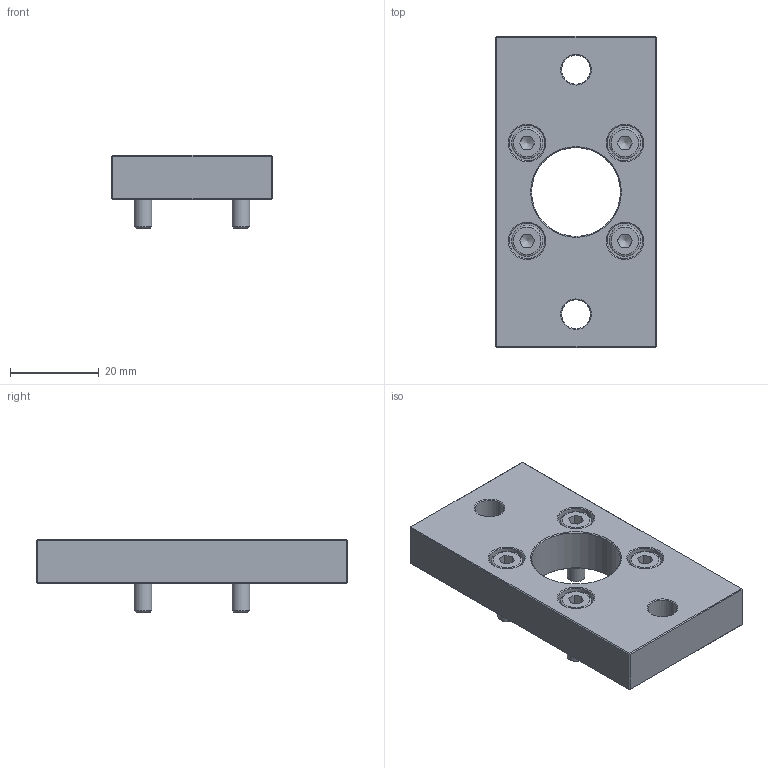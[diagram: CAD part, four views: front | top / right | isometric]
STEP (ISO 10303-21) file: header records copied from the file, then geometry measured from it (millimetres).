
FILE_DESCRIPTION(/* description */ (''),/* implementation_level */ '2;1');
FILE_NAME(/* name */ 'CAD_108625.stp',/* time_stamp */ '2021-01-19T10:34:21+01:00',/* author */ ('Hypex'),/* organization */ ('Hypex'),/* preprocessor_version */ 'ST-DEVELOPER v18',/* originating_system */ 'Autodesk Inventor 2020',/* authorisation */ '');
FILE_SCHEMA (('AUTOMOTIVE_DESIGN { 1 0 10303 214 3 1 1 }'));
Length unit declared in the file: millimetre
Products named in the file (1): CAD_108625
Bounding box: 36 x 70 x 16.5 mm (x, y, z)
Volume: 21259.8 mm3; surface area: 9133.3 mm2
Topology: 1 solids, 1 shells, 119 faces, 289 edges, 188 vertices
Faces by surface type: plane 66, cone 26, cylinder 19, torus 8
Full cylindrical faces by diameter (mm): 4 x4, 4.5 x4, 6.5 x2, 7 x4, 8 x4, 20 x1
Entity records: 3649 total; most frequent: CARTESIAN_POINT 649, DIRECTION 613, ORIENTED_EDGE 570, EDGE_CURVE 285, AXIS2_PLACEMENT_3D 236, VERTEX_POINT 188, EDGE_LOOP 145, LINE 141
